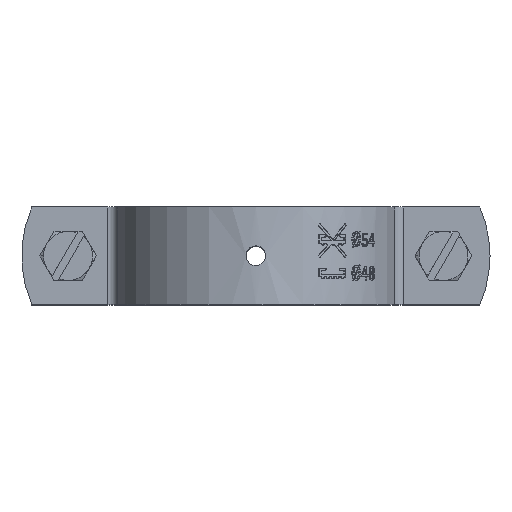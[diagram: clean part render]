
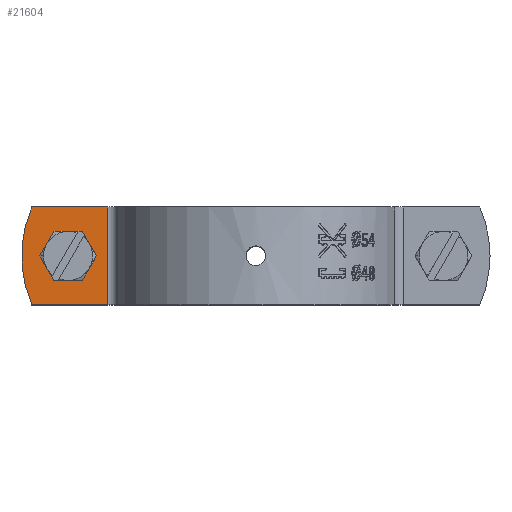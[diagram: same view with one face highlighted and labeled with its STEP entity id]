
A CAD part, top view. The second image highlights one B-rep face of the part: STEP entity #21604.
In plain terms, the highlighted planar face has unit normal (0, 0, 1).
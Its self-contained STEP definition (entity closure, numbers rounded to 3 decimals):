
#1 = DIRECTION ( 'NONE',  ( 1., 0., 0. ) ) ;
#115 = EDGE_LOOP ( 'NONE', ( #13619, #16079, #17293, #16013, #24167 ) ) ;
#1590 = CARTESIAN_POINT ( 'NONE',  ( -33.833, 0., 5. ) ) ;
#1850 = CARTESIAN_POINT ( 'NONE',  ( -38.333, 0., 5. ) ) ;
#2370 = DIRECTION ( 'NONE',  ( 0., -1., 0. ) ) ;
#2548 = CARTESIAN_POINT ( 'NONE',  ( -45.746, -10., 5. ) ) ;
#2922 = VECTOR ( 'NONE', #22602, 1000. ) ;
#3435 = DIRECTION ( 'NONE',  ( 1., 0., 0. ) ) ;
#3907 = AXIS2_PLACEMENT_3D ( 'NONE', #16967, #18503, #8948 ) ;
#4344 = VERTEX_POINT ( 'NONE', #10196 ) ;
#4532 = VERTEX_POINT ( 'NONE', #24174 ) ;
#4689 = EDGE_CURVE ( 'NONE', #4532, #15836, #20879, .T. ) ;
#4933 = CARTESIAN_POINT ( 'NONE',  ( -41.161, 3.5, 5. ) ) ;
#4941 = DIRECTION ( 'NONE',  ( 0., 0., -1. ) ) ;
#5503 = EDGE_LOOP ( 'NONE', ( #10243, #19745, #18159, #9664 ) ) ;
#6806 = VERTEX_POINT ( 'NONE', #18029 ) ;
#7068 = CARTESIAN_POINT ( 'NONE',  ( -22.833, 0., 5. ) ) ;
#7154 = EDGE_CURVE ( 'NONE', #15836, #8200, #15185, .T. ) ;
#7626 = CARTESIAN_POINT ( 'NONE',  ( -45.746, 10., 5. ) ) ;
#7864 = EDGE_CURVE ( 'NONE', #14046, #4344, #17004, .T. ) ;
#8200 = VERTEX_POINT ( 'NONE', #1590 ) ;
#8603 = DIRECTION ( 'NONE',  ( 1., 0., 0. ) ) ;
#8848 = CARTESIAN_POINT ( 'NONE',  ( -47.833, 10., 5. ) ) ;
#8948 = DIRECTION ( 'NONE',  ( 1., 0., 0. ) ) ;
#8998 = VERTEX_POINT ( 'NONE', #18421 ) ;
#9306 = AXIS2_PLACEMENT_3D ( 'NONE', #20556, #18420, #16518 ) ;
#9392 = LINE ( 'NONE', #24618, #2922 ) ;
#9664 = ORIENTED_EDGE ( 'NONE', *, *, #17352, .F. ) ;
#10196 = CARTESIAN_POINT ( 'NONE',  ( -30.199, 10., 5. ) ) ;
#10243 = ORIENTED_EDGE ( 'NONE', *, *, #7864, .F. ) ;
#11092 = VERTEX_POINT ( 'NONE', #2548 ) ;
#11149 = DIRECTION ( 'NONE',  ( 0., 0., 1. ) ) ;
#11790 = EDGE_CURVE ( 'NONE', #8200, #6806, #23776, .T. ) ;
#11901 = LINE ( 'NONE', #19589, #16552 ) ;
#13282 = EDGE_CURVE ( 'NONE', #11092, #8998, #9392, .T. ) ;
#13619 = ORIENTED_EDGE ( 'NONE', *, *, #15640, .F. ) ;
#14046 = VERTEX_POINT ( 'NONE', #7626 ) ;
#14519 = CARTESIAN_POINT ( 'NONE',  ( -38.333, 0., 5. ) ) ;
#14521 = PLANE ( 'NONE',  #9306 ) ;
#14533 = CIRCLE ( 'NONE', #17728, 25. ) ;
#14736 = LINE ( 'NONE', #4933, #16997 ) ;
#14924 = AXIS2_PLACEMENT_3D ( 'NONE', #14519, #20040, #8603 ) ;
#15185 = CIRCLE ( 'NONE', #3907, 4.5 ) ;
#15282 = DIRECTION ( 'NONE',  ( 1., 0., 0. ) ) ;
#15640 = EDGE_CURVE ( 'NONE', #6806, #20633, #14736, .T. ) ;
#15836 = VERTEX_POINT ( 'NONE', #20454 ) ;
#16013 = ORIENTED_EDGE ( 'NONE', *, *, #4689, .F. ) ;
#16079 = ORIENTED_EDGE ( 'NONE', *, *, #11790, .F. ) ;
#16354 = DIRECTION ( 'NONE',  ( -1., 0., 0. ) ) ;
#16518 = DIRECTION ( 'NONE',  ( -1., 0., 0. ) ) ;
#16552 = VECTOR ( 'NONE', #2370, 1000. ) ;
#16967 = CARTESIAN_POINT ( 'NONE',  ( -38.333, 0., 5. ) ) ;
#16997 = VECTOR ( 'NONE', #16354, 1000. ) ;
#17004 = LINE ( 'NONE', #8848, #24172 ) ;
#17221 = CARTESIAN_POINT ( 'NONE',  ( -35.504, -3.5, 5. ) ) ;
#17293 = ORIENTED_EDGE ( 'NONE', *, *, #7154, .F. ) ;
#17352 = EDGE_CURVE ( 'NONE', #4344, #8998, #11901, .T. ) ;
#17497 = EDGE_CURVE ( 'NONE', #20633, #4532, #22657, .T. ) ;
#17728 = AXIS2_PLACEMENT_3D ( 'NONE', #7068, #4941, #3435 ) ;
#18029 = CARTESIAN_POINT ( 'NONE',  ( -35.504, 3.5, 5. ) ) ;
#18159 = ORIENTED_EDGE ( 'NONE', *, *, #13282, .T. ) ;
#18218 = CARTESIAN_POINT ( 'NONE',  ( -41.161, 3.5, 5. ) ) ;
#18420 = DIRECTION ( 'NONE',  ( 0., 0., -1. ) ) ;
#18421 = CARTESIAN_POINT ( 'NONE',  ( -30.199, -10., 5. ) ) ;
#18503 = DIRECTION ( 'NONE',  ( 0., 0., 1. ) ) ;
#19589 = CARTESIAN_POINT ( 'NONE',  ( -30.199, 10., 5. ) ) ;
#19745 = ORIENTED_EDGE ( 'NONE', *, *, #22406, .F. ) ;
#20040 = DIRECTION ( 'NONE',  ( 0., 0., 1. ) ) ;
#20303 = FACE_OUTER_BOUND ( 'NONE', #5503, .T. ) ;
#20454 = CARTESIAN_POINT ( 'NONE',  ( -35.504, -3.5, 5. ) ) ;
#20543 = DIRECTION ( 'NONE',  ( 1., 0., 0. ) ) ;
#20556 = CARTESIAN_POINT ( 'NONE',  ( -47.833, 10., 5. ) ) ;
#20633 = VERTEX_POINT ( 'NONE', #18218 ) ;
#20879 = LINE ( 'NONE', #17221, #21996 ) ;
#21604 = ADVANCED_FACE ( 'NONE', ( #22564, #20303 ), #14521, .F. ) ;
#21836 = AXIS2_PLACEMENT_3D ( 'NONE', #1850, #11149, #15282 ) ;
#21996 = VECTOR ( 'NONE', #1, 1000. ) ;
#22406 = EDGE_CURVE ( 'NONE', #11092, #14046, #14533, .T. ) ;
#22564 = FACE_BOUND ( 'NONE', #115, .T. ) ;
#22602 = DIRECTION ( 'NONE',  ( 1., 0., 0. ) ) ;
#22657 = CIRCLE ( 'NONE', #21836, 4.5 ) ;
#23776 = CIRCLE ( 'NONE', #14924, 4.5 ) ;
#24167 = ORIENTED_EDGE ( 'NONE', *, *, #17497, .F. ) ;
#24172 = VECTOR ( 'NONE', #20543, 1000. ) ;
#24174 = CARTESIAN_POINT ( 'NONE',  ( -41.161, -3.5, 5. ) ) ;
#24618 = CARTESIAN_POINT ( 'NONE',  ( -47.833, -10., 5. ) ) ;
